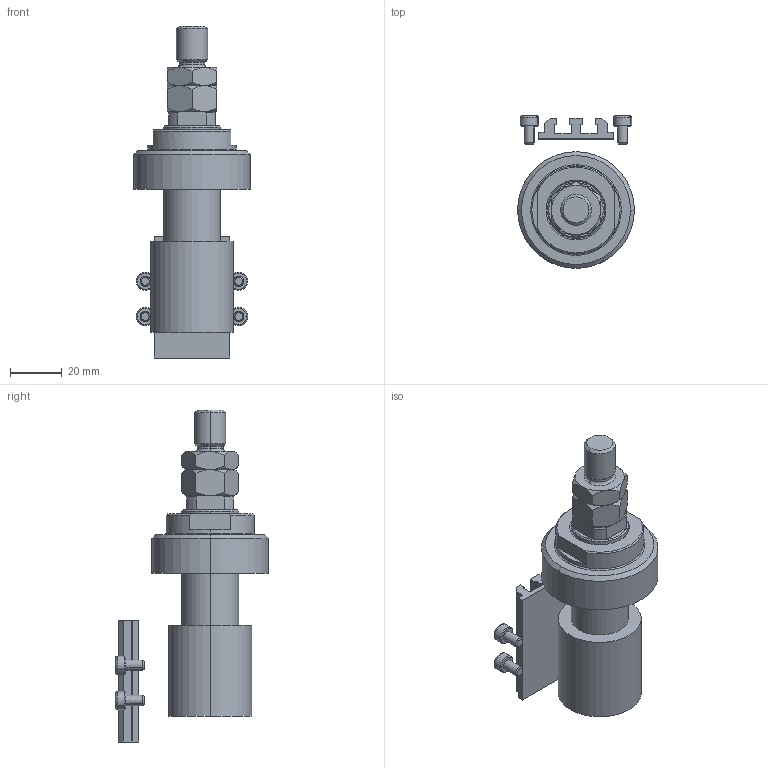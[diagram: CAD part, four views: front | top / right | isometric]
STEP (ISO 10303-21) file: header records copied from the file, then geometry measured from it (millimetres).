
FILE_DESCRIPTION (( 'STEP AP203' ), '1' );
FILE_NAME ('e2b4.STEP', '2023-10-07T20:14:29', ( '' ), ( '' ), 'SwSTEP 2.0', 'SolidWorks 2019', '' );
FILE_SCHEMA (( 'CONFIG_CONTROL_DESIGN' ));
Length unit declared in the file: millimetre
Products named in the file (6): MTA 4124a01b10dbeb0068ec6470a7bafddc; e2b4; V250CE_VC_E 4124a01b10dbeb0068ec6470a7bafddc; V250CE_E_Body 4124a01b10dbeb0068ec6470a7bafddc; ALLEN BOLT V250CE 4124a01b10dbeb0068ec6470a7bafddc; V250CE_C_VCP 4124a01b10dbeb0068ec6470a7bafddc
Assembly tree (8 placements, depth 2):
  e2b4
    V250CE_E_Body 4124a01b10dbeb0068ec6470a7bafddc
    ALLEN BOLT V250CE 4124a01b10dbeb0068ec6470a7bafddc  x4
    V250CE_C_VCP 4124a01b10dbeb0068ec6470a7bafddc
    V250CE_VC_E 4124a01b10dbeb0068ec6470a7bafddc
    MTA 4124a01b10dbeb0068ec6470a7bafddc
Bounding box: 45 x 59 x 128 mm (x, y, z)
Volume: 80294.6 mm3; surface area: 24471.7 mm2
Topology: 8 solids, 8 shells, 247 faces, 530 edges, 309 vertices
Faces by surface type: plane 101, cone 84, cylinder 46, torus 16
Entity records: 48401 total; most frequent: CARTESIAN_POINT 25222, ORIENTED_EDGE 5214, DIRECTION 3457, EDGE_CURVE 2607, VERTEX_POINT 1697, LINE 1541, VECTOR 1541, EDGE_LOOP 1170
